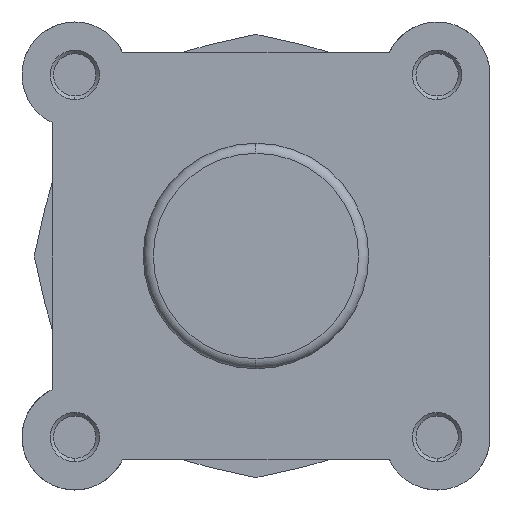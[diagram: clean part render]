
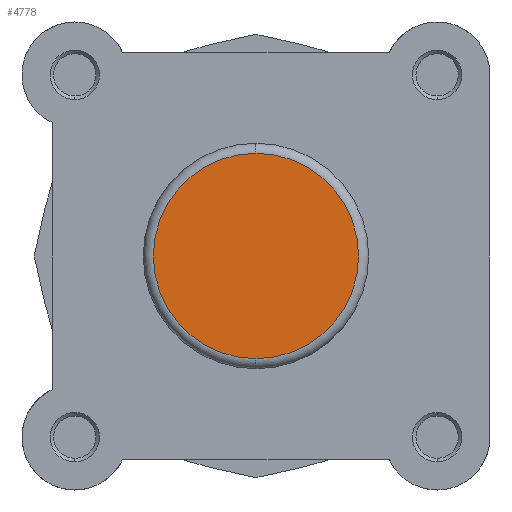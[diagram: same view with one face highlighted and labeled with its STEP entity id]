
A CAD part, left-side view. The second image highlights one B-rep face of the part: STEP entity #4778.
In plain terms, the highlighted planar face has unit normal (-1, 0, 0).
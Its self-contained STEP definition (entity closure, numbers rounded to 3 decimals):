
#91 = VERTEX_POINT ( 'NONE', #5728 ) ;
#124 = VERTEX_POINT ( 'NONE', #5681 ) ;
#175 = CIRCLE ( 'NONE', #4272, 20.4 ) ;
#455 = CIRCLE ( 'NONE', #4361, 20.4 ) ;
#818 = FACE_OUTER_BOUND ( 'NONE', #2840, .T. ) ;
#1363 = CARTESIAN_POINT ( 'NONE',  ( 0., 0., 0. ) ) ;
#1367 = DIRECTION ( 'NONE',  ( -1., 0., 0. ) ) ;
#1368 = DIRECTION ( 'NONE',  ( 0., 0., -1. ) ) ;
#2024 = CARTESIAN_POINT ( 'NONE',  ( 0., 0., 0. ) ) ;
#2025 = PLANE ( 'NONE',  #4535 ) ;
#2027 = DIRECTION ( 'NONE',  ( 1., 0., 0. ) ) ;
#2028 = DIRECTION ( 'NONE',  ( 0., 0., -1. ) ) ;
#2840 = EDGE_LOOP ( 'NONE', ( #3343, #3342 ) ) ;
#3342 = ORIENTED_EDGE ( 'NONE', *, *, #3912, .T. ) ;
#3343 = ORIENTED_EDGE ( 'NONE', *, *, #4101, .T. ) ;
#3912 = EDGE_CURVE ( 'NONE', #91, #124, #175, .T. ) ;
#4101 = EDGE_CURVE ( 'NONE', #124, #91, #455, .T. ) ;
#4272 = AXIS2_PLACEMENT_3D ( 'NONE', #5405, #5410, #5411 ) ;
#4361 = AXIS2_PLACEMENT_3D ( 'NONE', #1363, #1367, #1368 ) ;
#4535 = AXIS2_PLACEMENT_3D ( 'NONE', #2024, #2027, #2028 ) ;
#4778 = ADVANCED_FACE ( 'NONE', ( #818 ), #2025, .F. ) ;
#5405 = CARTESIAN_POINT ( 'NONE',  ( 0., 0., 0. ) ) ;
#5410 = DIRECTION ( 'NONE',  ( -1., 0., 0. ) ) ;
#5411 = DIRECTION ( 'NONE',  ( 0., 0., -1. ) ) ;
#5681 = CARTESIAN_POINT ( 'NONE',  ( 0., 0., -20.4 ) ) ;
#5728 = CARTESIAN_POINT ( 'NONE',  ( 0., 0., 20.4 ) ) ;
